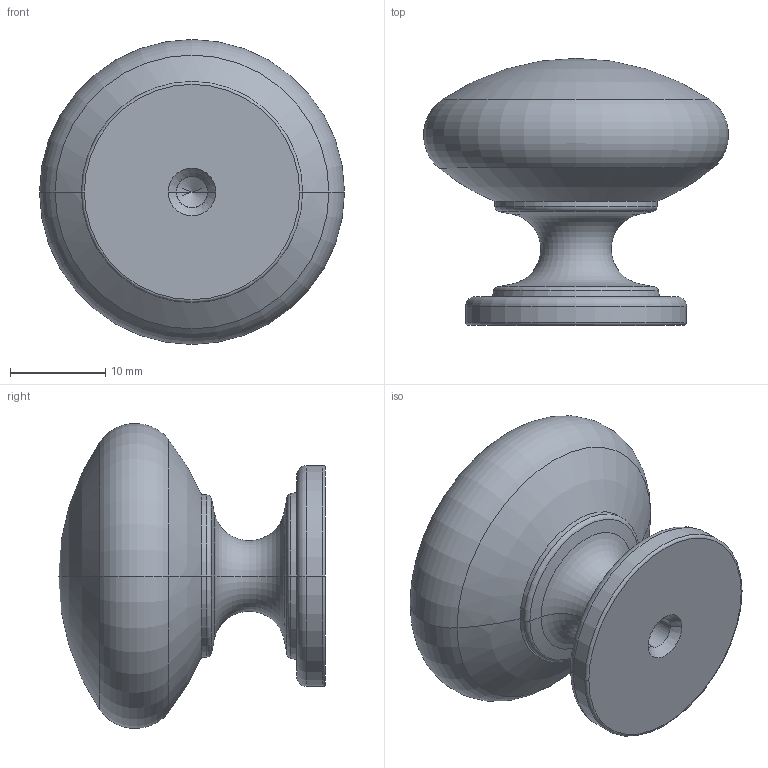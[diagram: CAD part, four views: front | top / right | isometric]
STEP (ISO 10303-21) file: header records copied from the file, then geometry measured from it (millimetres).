
FILE_DESCRIPTION(('Creo Elements/Direct Modeling STEP Export'),'2;1');
FILE_NAME('1533-33.stp','2022-05-31T11:34:57',(''),(''),'Creo Elements/Direct Modeling STEP processor for AP214 (Solid Model)','Creo Elements/Direct Modeling 20.0 12-Nov-2016 (C) Parametric Technology GmbH','');
FILE_SCHEMA(('AUTOMOTIVE_DESIGN { 1 0 10303 214 1 1 1 1 }'));
Length unit declared in the file: millimetre
Products named in the file (1): ZN-10898
Bounding box: 31.99 x 28 x 31.99 mm (x, y, z)
Volume: 10539.3 mm3; surface area: 3442.7 mm2
Topology: 1 solids, 1 shells, 38 faces, 78 edges, 40 vertices
Faces by surface type: torus 12, cone 10, cylinder 8, sphere 4, plane 4
Entity records: 917 total; most frequent: DIRECTION 171, ORIENTED_EDGE 148, CARTESIAN_POINT 135, AXIS2_PLACEMENT_3D 76, EDGE_CURVE 74, VERTEX_POINT 40, EDGE_LOOP 40, FACE_OUTER_BOUND 38
